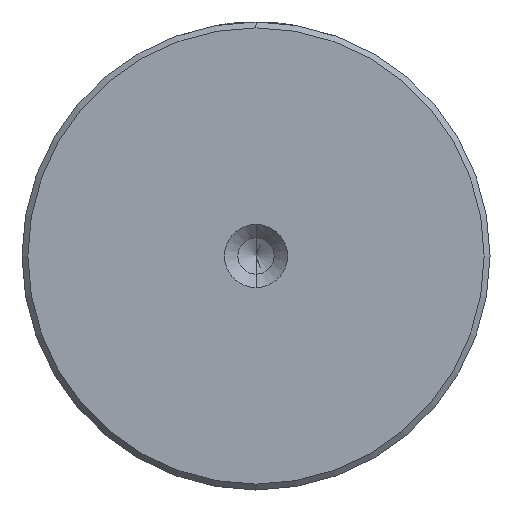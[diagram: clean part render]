
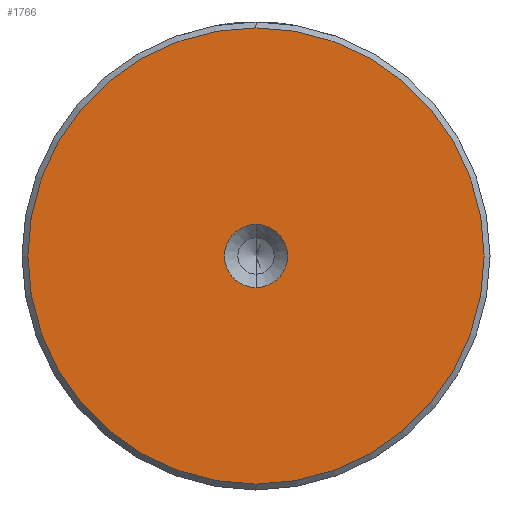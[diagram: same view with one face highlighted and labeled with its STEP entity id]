
A CAD part, left-side view. The second image highlights one B-rep face of the part: STEP entity #1766.
In plain terms, the highlighted planar face has unit normal (-1, 0, 0).
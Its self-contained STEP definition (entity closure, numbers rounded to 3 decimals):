
#5 = CARTESIAN_POINT ( 'NONE',  ( 0., 0., 19.5 ) ) ;
#13 = DIRECTION ( 'NONE',  ( 0., 0., 1. ) ) ;
#47 = DIRECTION ( 'NONE',  ( 0., 0., 1. ) ) ;
#52 = CARTESIAN_POINT ( 'NONE',  ( 0., 0., -2.7 ) ) ;
#63 = ORIENTED_EDGE ( 'NONE', *, *, #1543, .T. ) ;
#117 = DIRECTION ( 'NONE',  ( 0., 0., 1. ) ) ;
#258 = AXIS2_PLACEMENT_3D ( 'NONE', #2293, #1177, #13 ) ;
#270 = CIRCLE ( 'NONE', #1368, 2.7 ) ;
#333 = VERTEX_POINT ( 'NONE', #1488 ) ;
#378 = EDGE_LOOP ( 'NONE', ( #1639, #1753 ) ) ;
#462 = AXIS2_PLACEMENT_3D ( 'NONE', #2202, #1086, #2378 ) ;
#799 = CARTESIAN_POINT ( 'NONE',  ( 0., 0., 2.7 ) ) ;
#853 = AXIS2_PLACEMENT_3D ( 'NONE', #1647, #1270, #117 ) ;
#870 = ORIENTED_EDGE ( 'NONE', *, *, #1760, .T. ) ;
#896 = PLANE ( 'NONE',  #853 ) ;
#907 = AXIS2_PLACEMENT_3D ( 'NONE', #2322, #1207, #47 ) ;
#1040 = EDGE_CURVE ( 'NONE', #1077, #1579, #1483, .T. ) ;
#1044 = VERTEX_POINT ( 'NONE', #5 ) ;
#1051 = DIRECTION ( 'NONE',  ( -1., 0., 0. ) ) ;
#1077 = VERTEX_POINT ( 'NONE', #799 ) ;
#1086 = DIRECTION ( 'NONE',  ( -1., 0., 0. ) ) ;
#1177 = DIRECTION ( 'NONE',  ( -1., 0., 0. ) ) ;
#1207 = DIRECTION ( 'NONE',  ( -1., 0., 0. ) ) ;
#1270 = DIRECTION ( 'NONE',  ( -1., 0., 0. ) ) ;
#1357 = CIRCLE ( 'NONE', #462, 19.5 ) ;
#1368 = AXIS2_PLACEMENT_3D ( 'NONE', #2172, #1051, #2348 ) ;
#1483 = CIRCLE ( 'NONE', #258, 2.7 ) ;
#1488 = CARTESIAN_POINT ( 'NONE',  ( 0., 0., -19.5 ) ) ;
#1543 = EDGE_CURVE ( 'NONE', #333, #1044, #1769, .T. ) ;
#1579 = VERTEX_POINT ( 'NONE', #52 ) ;
#1595 = EDGE_LOOP ( 'NONE', ( #63, #870 ) ) ;
#1639 = ORIENTED_EDGE ( 'NONE', *, *, #1040, .F. ) ;
#1647 = CARTESIAN_POINT ( 'NONE',  ( 0., 0., 0. ) ) ;
#1753 = ORIENTED_EDGE ( 'NONE', *, *, #1826, .F. ) ;
#1760 = EDGE_CURVE ( 'NONE', #1044, #333, #1357, .T. ) ;
#1766 = ADVANCED_FACE ( 'NONE', ( #1917, #1970 ), #896, .T. ) ;
#1769 = CIRCLE ( 'NONE', #907, 19.5 ) ;
#1826 = EDGE_CURVE ( 'NONE', #1579, #1077, #270, .T. ) ;
#1917 = FACE_OUTER_BOUND ( 'NONE', #1595, .T. ) ;
#1970 = FACE_BOUND ( 'NONE', #378, .T. ) ;
#2172 = CARTESIAN_POINT ( 'NONE',  ( 0., 0., 0. ) ) ;
#2202 = CARTESIAN_POINT ( 'NONE',  ( 0., 0., 0. ) ) ;
#2293 = CARTESIAN_POINT ( 'NONE',  ( 0., 0., 0. ) ) ;
#2322 = CARTESIAN_POINT ( 'NONE',  ( 0., 0., 0. ) ) ;
#2348 = DIRECTION ( 'NONE',  ( 0., 0., 1. ) ) ;
#2378 = DIRECTION ( 'NONE',  ( 0., 0., 1. ) ) ;
